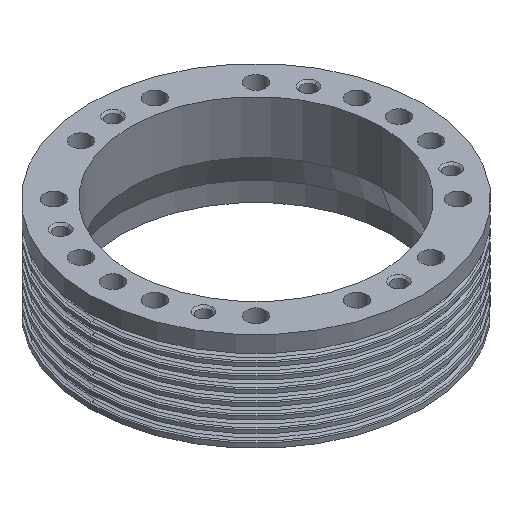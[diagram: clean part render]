
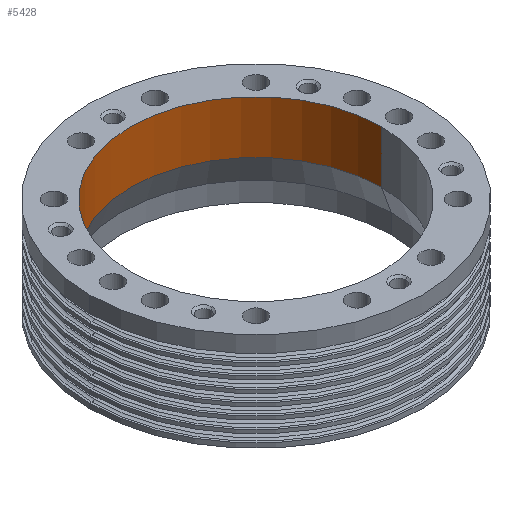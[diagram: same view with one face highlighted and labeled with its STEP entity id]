
A CAD part, isometric view. The second image highlights one B-rep face of the part: STEP entity #5428.
In plain terms, the highlighted cylindrical face has radius 130 mm (diameter 260 mm), a partial arc.
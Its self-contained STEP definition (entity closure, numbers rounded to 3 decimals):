
#88 = EDGE_CURVE ( 'NONE', #657, #701, #1429, .T. ) ;
#328 = CARTESIAN_POINT ( 'NONE',  ( 130., 0., 102. ) ) ;
#582 = VERTEX_POINT ( 'NONE', #4801 ) ;
#599 = CYLINDRICAL_SURFACE ( 'NONE', #3996, 130. ) ;
#645 = EDGE_LOOP ( 'NONE', ( #5574, #5200, #2193, #1550 ) ) ;
#657 = VERTEX_POINT ( 'NONE', #1215 ) ;
#701 = VERTEX_POINT ( 'NONE', #5923 ) ;
#757 = CARTESIAN_POINT ( 'NONE',  ( 130., 0., 0. ) ) ;
#916 = DIRECTION ( 'NONE',  ( 0., 0., 1. ) ) ;
#994 = CIRCLE ( 'NONE', #5835, 130. ) ;
#1215 = CARTESIAN_POINT ( 'NONE',  ( -130., 0., 47.475 ) ) ;
#1429 = LINE ( 'NONE', #3738, #3744 ) ;
#1550 = ORIENTED_EDGE ( 'NONE', *, *, #1679, .T. ) ;
#1578 = CARTESIAN_POINT ( 'NONE',  ( 0., 0., 0. ) ) ;
#1630 = VERTEX_POINT ( 'NONE', #328 ) ;
#1679 = EDGE_CURVE ( 'NONE', #1630, #701, #994, .T. ) ;
#1823 = DIRECTION ( 'NONE',  ( 0., 0., 1. ) ) ;
#1848 = EDGE_CURVE ( 'NONE', #582, #1630, #4939, .T. ) ;
#2193 = ORIENTED_EDGE ( 'NONE', *, *, #1848, .T. ) ;
#2264 = EDGE_CURVE ( 'NONE', #582, #657, #2948, .T. ) ;
#2558 = DIRECTION ( 'NONE',  ( 1., 0., 0. ) ) ;
#2624 = DIRECTION ( 'NONE',  ( 0., 0., 1. ) ) ;
#2948 = CIRCLE ( 'NONE', #5742, 130. ) ;
#3156 = CARTESIAN_POINT ( 'NONE',  ( 0., 0., 102. ) ) ;
#3503 = DIRECTION ( 'NONE',  ( 0., 0., 1. ) ) ;
#3738 = CARTESIAN_POINT ( 'NONE',  ( -130., 0., 0. ) ) ;
#3744 = VECTOR ( 'NONE', #916, 1000. ) ;
#3879 = DIRECTION ( 'NONE',  ( 1., 0., 0. ) ) ;
#3967 = FACE_OUTER_BOUND ( 'NONE', #645, .T. ) ;
#3996 = AXIS2_PLACEMENT_3D ( 'NONE', #1578, #3503, #2558 ) ;
#4424 = DIRECTION ( 'NONE',  ( 0., 0., 1. ) ) ;
#4547 = DIRECTION ( 'NONE',  ( 1., 0., 0. ) ) ;
#4801 = CARTESIAN_POINT ( 'NONE',  ( 130., 0., 47.475 ) ) ;
#4939 = LINE ( 'NONE', #757, #4958 ) ;
#4958 = VECTOR ( 'NONE', #2624, 1000. ) ;
#5200 = ORIENTED_EDGE ( 'NONE', *, *, #2264, .F. ) ;
#5428 = ADVANCED_FACE ( 'NONE', ( #3967 ), #599, .F. ) ;
#5574 = ORIENTED_EDGE ( 'NONE', *, *, #88, .F. ) ;
#5742 = AXIS2_PLACEMENT_3D ( 'NONE', #5745, #4424, #3879 ) ;
#5745 = CARTESIAN_POINT ( 'NONE',  ( 0., 0., 47.475 ) ) ;
#5835 = AXIS2_PLACEMENT_3D ( 'NONE', #3156, #1823, #4547 ) ;
#5923 = CARTESIAN_POINT ( 'NONE',  ( -130., 0., 102. ) ) ;
